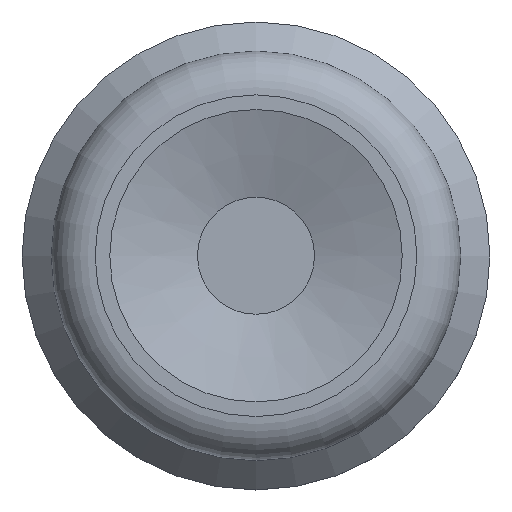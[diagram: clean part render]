
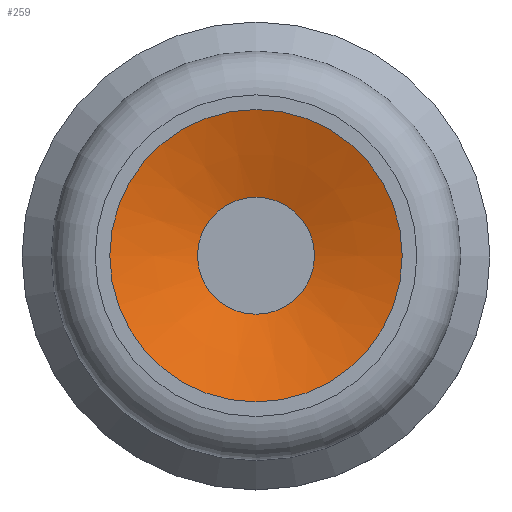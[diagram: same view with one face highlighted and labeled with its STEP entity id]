
A CAD part, top view. The second image highlights one B-rep face of the part: STEP entity #259.
In plain terms, the highlighted conical face has half-angle 71.565 degrees and reference radius 3.5 mm.
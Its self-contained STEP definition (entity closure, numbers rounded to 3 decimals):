
#34=FACE_OUTER_BOUND('',#51,.T.);
#51=EDGE_LOOP('',(#191,#192,#193,#194));
#70=LINE('',#424,#90);
#90=VECTOR('',#339,3.5);
#111=CIRCLE('',#294,5.);
#112=CIRCLE('',#295,2.);
#127=VERTEX_POINT('',#421);
#128=VERTEX_POINT('',#423);
#152=EDGE_CURVE('',#127,#127,#111,.T.);
#153=EDGE_CURVE('',#127,#128,#70,.T.);
#154=EDGE_CURVE('',#128,#128,#112,.T.);
#191=ORIENTED_EDGE('',*,*,#152,.F.);
#192=ORIENTED_EDGE('',*,*,#153,.T.);
#193=ORIENTED_EDGE('',*,*,#154,.T.);
#194=ORIENTED_EDGE('',*,*,#153,.F.);
#256=CONICAL_SURFACE('',#293,3.5,1.249);
#259=ADVANCED_FACE('',(#34),#256,.F.);
#293=AXIS2_PLACEMENT_3D('',#420,#335,#336);
#294=AXIS2_PLACEMENT_3D('',#422,#337,#338);
#295=AXIS2_PLACEMENT_3D('',#425,#340,#341);
#335=DIRECTION('center_axis',(0.,0.,1.));
#336=DIRECTION('ref_axis',(1.,0.,0.));
#337=DIRECTION('center_axis',(0.,0.,-1.));
#338=DIRECTION('ref_axis',(1.,0.,0.));
#339=DIRECTION('',(0.949,0.,-0.316));
#340=DIRECTION('center_axis',(0.,0.,-1.));
#341=DIRECTION('ref_axis',(1.,0.,0.));
#420=CARTESIAN_POINT('Origin',(30.,25.,5.5));
#421=CARTESIAN_POINT('',(25.,25.,6.));
#422=CARTESIAN_POINT('Origin',(30.,25.,6.));
#423=CARTESIAN_POINT('',(28.,25.,5.));
#424=CARTESIAN_POINT('',(26.5,25.,5.5));
#425=CARTESIAN_POINT('Origin',(30.,25.,5.));
